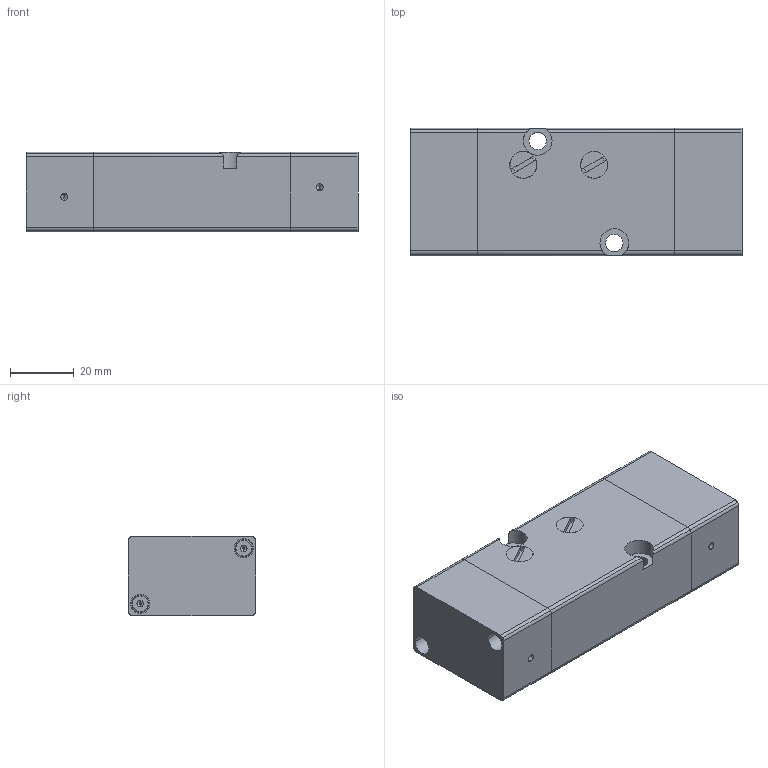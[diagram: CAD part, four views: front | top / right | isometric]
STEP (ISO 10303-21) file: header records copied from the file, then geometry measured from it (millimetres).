
FILE_DESCRIPTION((''),'2;1');
FILE_NAME('01_014_4.stp','2003-01-01T22:34:40',('Branislav Petkovic'),('AZ Pneumatica'),'AutoCAD STEP 2000i','AutoCAD 2000i','Via J. F. Kennedy, 26, 20020 Misinto (MI), ITALY');
FILE_SCHEMA(('CONFIG_CONTROL_DESIGN'));
Length unit declared in the file: millimetre
Products named in the file (5): 01_014_4; 582 TELO; PART1; X82 PNEUMATIKA; PART2
Assembly tree (5 placements, depth 3):
  01_014_4
    582 TELO
      PART1
    X82 PNEUMATIKA  x2
      PART2
Bounding box: 104 x 40 x 25 mm (x, y, z)
Surface area: 24665 mm2 (no closed solid volume)
Topology: 0 solids, 3 shells, 328 faces, 893 edges, 591 vertices
Faces by surface type: cylinder 216, plane 78, bspline 18, cone 16
Entity records: 17939 total; most frequent: CARTESIAN_POINT 12448, ORIENTED_EDGE 1220, DIRECTION 983, EDGE_CURVE 610, VERTEX_POINT 405, AXIS2_PLACEMENT_3D 379, EDGE_LOOP 245, VECTOR 225
